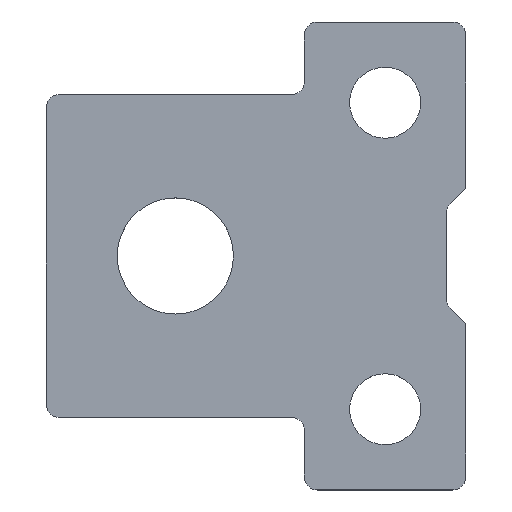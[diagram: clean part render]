
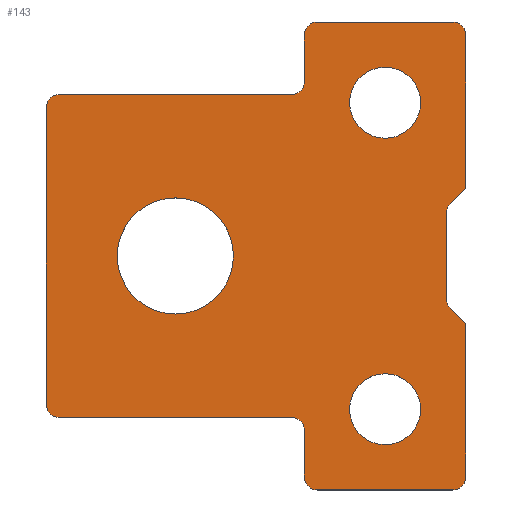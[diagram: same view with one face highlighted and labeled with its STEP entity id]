
A CAD part, top view. The second image highlights one B-rep face of the part: STEP entity #143.
In plain terms, the highlighted planar face has unit normal (0, 0, 1).
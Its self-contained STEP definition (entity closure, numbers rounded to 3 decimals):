
#143=ADVANCED_FACE('',(#184,#185,#186,#187),#170,.T.);
#170=PLANE('',#633);
#184=FACE_BOUND('',#198,.T.);
#185=FACE_BOUND('',#199,.T.);
#186=FACE_BOUND('',#200,.T.);
#187=FACE_BOUND('',#201,.T.);
#198=EDGE_LOOP('',(#260,#261,#262,#263,#264,#265,#266,#267,#268,#269,#270,
#271,#272,#273,#274,#275,#276,#277,#278,#279,#280,#281));
#199=EDGE_LOOP('',(#282));
#200=EDGE_LOOP('',(#283));
#201=EDGE_LOOP('',(#284));
#234=CIRCLE('',#620,2.);
#235=CIRCLE('',#621,2.);
#236=CIRCLE('',#622,2.);
#237=CIRCLE('',#623,2.);
#238=CIRCLE('',#624,2.);
#239=CIRCLE('',#625,2.);
#240=CIRCLE('',#626,2.);
#241=CIRCLE('',#627,2.);
#242=CIRCLE('',#628,2.);
#243=CIRCLE('',#629,2.);
#244=CIRCLE('',#630,9.);
#245=CIRCLE('',#631,5.5);
#246=CIRCLE('',#632,5.5);
#260=ORIENTED_EDGE('',*,*,#454,.T.);
#261=ORIENTED_EDGE('',*,*,#455,.T.);
#262=ORIENTED_EDGE('',*,*,#456,.T.);
#263=ORIENTED_EDGE('',*,*,#457,.T.);
#264=ORIENTED_EDGE('',*,*,#458,.T.);
#265=ORIENTED_EDGE('',*,*,#459,.T.);
#266=ORIENTED_EDGE('',*,*,#460,.T.);
#267=ORIENTED_EDGE('',*,*,#461,.T.);
#268=ORIENTED_EDGE('',*,*,#462,.T.);
#269=ORIENTED_EDGE('',*,*,#463,.T.);
#270=ORIENTED_EDGE('',*,*,#464,.T.);
#271=ORIENTED_EDGE('',*,*,#465,.T.);
#272=ORIENTED_EDGE('',*,*,#466,.T.);
#273=ORIENTED_EDGE('',*,*,#467,.T.);
#274=ORIENTED_EDGE('',*,*,#468,.T.);
#275=ORIENTED_EDGE('',*,*,#469,.T.);
#276=ORIENTED_EDGE('',*,*,#470,.T.);
#277=ORIENTED_EDGE('',*,*,#471,.T.);
#278=ORIENTED_EDGE('',*,*,#472,.T.);
#279=ORIENTED_EDGE('',*,*,#473,.T.);
#280=ORIENTED_EDGE('',*,*,#474,.T.);
#281=ORIENTED_EDGE('',*,*,#475,.T.);
#282=ORIENTED_EDGE('',*,*,#476,.F.);
#283=ORIENTED_EDGE('',*,*,#477,.F.);
#284=ORIENTED_EDGE('',*,*,#478,.F.);
#404=VERTEX_POINT('',#833);
#405=VERTEX_POINT('',#834);
#406=VERTEX_POINT('',#836);
#407=VERTEX_POINT('',#838);
#408=VERTEX_POINT('',#840);
#409=VERTEX_POINT('',#842);
#410=VERTEX_POINT('',#844);
#411=VERTEX_POINT('',#846);
#412=VERTEX_POINT('',#848);
#413=VERTEX_POINT('',#850);
#414=VERTEX_POINT('',#852);
#415=VERTEX_POINT('',#854);
#416=VERTEX_POINT('',#856);
#417=VERTEX_POINT('',#858);
#418=VERTEX_POINT('',#860);
#419=VERTEX_POINT('',#862);
#420=VERTEX_POINT('',#864);
#421=VERTEX_POINT('',#866);
#422=VERTEX_POINT('',#868);
#423=VERTEX_POINT('',#870);
#424=VERTEX_POINT('',#872);
#425=VERTEX_POINT('',#874);
#426=VERTEX_POINT('',#877);
#427=VERTEX_POINT('',#879);
#428=VERTEX_POINT('',#881);
#454=EDGE_CURVE('',#404,#405,#526,.T.);
#455=EDGE_CURVE('',#405,#406,#234,.T.);
#456=EDGE_CURVE('',#406,#407,#527,.T.);
#457=EDGE_CURVE('',#407,#408,#528,.T.);
#458=EDGE_CURVE('',#408,#409,#235,.T.);
#459=EDGE_CURVE('',#409,#410,#529,.T.);
#460=EDGE_CURVE('',#410,#411,#236,.T.);
#461=EDGE_CURVE('',#411,#412,#530,.T.);
#462=EDGE_CURVE('',#412,#413,#531,.T.);
#463=EDGE_CURVE('',#413,#414,#237,.T.);
#464=EDGE_CURVE('',#414,#415,#532,.T.);
#465=EDGE_CURVE('',#415,#416,#238,.T.);
#466=EDGE_CURVE('',#416,#417,#533,.T.);
#467=EDGE_CURVE('',#417,#418,#239,.T.);
#468=EDGE_CURVE('',#418,#419,#534,.T.);
#469=EDGE_CURVE('',#419,#420,#240,.T.);
#470=EDGE_CURVE('',#420,#421,#535,.T.);
#471=EDGE_CURVE('',#421,#422,#241,.T.);
#472=EDGE_CURVE('',#422,#423,#536,.T.);
#473=EDGE_CURVE('',#423,#424,#242,.T.);
#474=EDGE_CURVE('',#424,#425,#537,.T.);
#475=EDGE_CURVE('',#425,#404,#243,.T.);
#476=EDGE_CURVE('',#426,#426,#244,.T.);
#477=EDGE_CURVE('',#427,#427,#245,.T.);
#478=EDGE_CURVE('',#428,#428,#246,.T.);
#526=LINE('',#832,#572);
#527=LINE('',#837,#573);
#528=LINE('',#839,#574);
#529=LINE('',#843,#575);
#530=LINE('',#847,#576);
#531=LINE('',#849,#577);
#532=LINE('',#853,#578);
#533=LINE('',#857,#579);
#534=LINE('',#861,#580);
#535=LINE('',#865,#581);
#536=LINE('',#869,#582);
#537=LINE('',#873,#583);
#572=VECTOR('',#677,1.);
#573=VECTOR('',#680,1.);
#574=VECTOR('',#681,1.);
#575=VECTOR('',#684,1.);
#576=VECTOR('',#687,1.);
#577=VECTOR('',#688,1.);
#578=VECTOR('',#691,1.);
#579=VECTOR('',#694,1.);
#580=VECTOR('',#697,1.);
#581=VECTOR('',#700,1.);
#582=VECTOR('',#703,1.);
#583=VECTOR('',#706,1.);
#620=AXIS2_PLACEMENT_3D('',#835,#678,#679);
#621=AXIS2_PLACEMENT_3D('',#841,#682,#683);
#622=AXIS2_PLACEMENT_3D('',#845,#685,#686);
#623=AXIS2_PLACEMENT_3D('',#851,#689,#690);
#624=AXIS2_PLACEMENT_3D('',#855,#692,#693);
#625=AXIS2_PLACEMENT_3D('',#859,#695,#696);
#626=AXIS2_PLACEMENT_3D('',#863,#698,#699);
#627=AXIS2_PLACEMENT_3D('',#867,#701,#702);
#628=AXIS2_PLACEMENT_3D('',#871,#704,#705);
#629=AXIS2_PLACEMENT_3D('',#875,#707,#708);
#630=AXIS2_PLACEMENT_3D('',#876,#709,#710);
#631=AXIS2_PLACEMENT_3D('',#878,#711,#712);
#632=AXIS2_PLACEMENT_3D('',#880,#713,#714);
#633=AXIS2_PLACEMENT_3D('',#882,#715,#716);
#677=DIRECTION('',(1.,0.,0.));
#678=DIRECTION('',(0.,0.,1.));
#679=DIRECTION('',(1.,0.,0.));
#680=DIRECTION('',(0.,1.,0.));
#681=DIRECTION('',(-0.707,0.707,0.));
#682=DIRECTION('',(0.,0.,-1.));
#683=DIRECTION('',(1.,0.,0.));
#684=DIRECTION('',(0.,1.,0.));
#685=DIRECTION('',(0.,0.,-1.));
#686=DIRECTION('',(1.,0.,0.));
#687=DIRECTION('',(0.707,0.707,0.));
#688=DIRECTION('',(0.,1.,0.));
#689=DIRECTION('',(0.,0.,1.));
#690=DIRECTION('',(1.,0.,0.));
#691=DIRECTION('',(-1.,0.,0.));
#692=DIRECTION('',(0.,0.,1.));
#693=DIRECTION('',(1.,0.,0.));
#694=DIRECTION('',(0.,-1.,0.));
#695=DIRECTION('',(0.,0.,-1.));
#696=DIRECTION('',(1.,0.,0.));
#697=DIRECTION('',(-1.,0.,0.));
#698=DIRECTION('',(0.,0.,1.));
#699=DIRECTION('',(1.,0.,0.));
#700=DIRECTION('',(0.,-1.,0.));
#701=DIRECTION('',(0.,0.,1.));
#702=DIRECTION('',(1.,0.,0.));
#703=DIRECTION('',(1.,0.,0.));
#704=DIRECTION('',(0.,0.,-1.));
#705=DIRECTION('',(1.,0.,0.));
#706=DIRECTION('',(0.,-1.,0.));
#707=DIRECTION('',(0.,0.,1.));
#708=DIRECTION('',(1.,0.,0.));
#709=DIRECTION('',(0.,0.,1.));
#710=DIRECTION('',(0.,1.,0.));
#711=DIRECTION('',(0.,0.,1.));
#712=DIRECTION('',(0.,1.,0.));
#713=DIRECTION('',(0.,0.,1.));
#714=DIRECTION('',(0.,1.,0.));
#715=DIRECTION('',(0.,0.,1.));
#716=DIRECTION('',(1.,0.,0.));
#832=CARTESIAN_POINT('',(7.5,-36.25,4.));
#833=CARTESIAN_POINT('',(9.5,-36.25,4.));
#834=CARTESIAN_POINT('',(30.5,-36.25,4.));
#835=CARTESIAN_POINT('',(30.5,-34.25,4.));
#836=CARTESIAN_POINT('',(32.5,-34.25,4.));
#837=CARTESIAN_POINT('',(32.5,-36.25,4.));
#838=CARTESIAN_POINT('',(32.5,-10.5,4.));
#839=CARTESIAN_POINT('',(32.5,-10.5,4.));
#840=CARTESIAN_POINT('',(30.086,-8.086,4.));
#841=CARTESIAN_POINT('',(31.5,-6.672,4.));
#842=CARTESIAN_POINT('',(29.5,-6.672,4.));
#843=CARTESIAN_POINT('',(29.5,-7.5,4.));
#844=CARTESIAN_POINT('',(29.5,6.672,4.));
#845=CARTESIAN_POINT('',(31.5,6.672,4.));
#846=CARTESIAN_POINT('',(30.086,8.086,4.));
#847=CARTESIAN_POINT('',(29.5,7.5,4.));
#848=CARTESIAN_POINT('',(32.5,10.5,4.));
#849=CARTESIAN_POINT('',(32.5,10.5,4.));
#850=CARTESIAN_POINT('',(32.5,34.25,4.));
#851=CARTESIAN_POINT('',(30.5,34.25,4.));
#852=CARTESIAN_POINT('',(30.5,36.25,4.));
#853=CARTESIAN_POINT('',(32.5,36.25,4.));
#854=CARTESIAN_POINT('',(9.5,36.25,4.));
#855=CARTESIAN_POINT('',(9.5,34.25,4.));
#856=CARTESIAN_POINT('',(7.5,34.25,4.));
#857=CARTESIAN_POINT('',(7.5,36.25,4.));
#858=CARTESIAN_POINT('',(7.5,27.,4.));
#859=CARTESIAN_POINT('',(5.5,27.,4.));
#860=CARTESIAN_POINT('',(5.5,25.,4.));
#861=CARTESIAN_POINT('',(7.5,25.,4.));
#862=CARTESIAN_POINT('',(-30.5,25.,4.));
#863=CARTESIAN_POINT('',(-30.5,23.,4.));
#864=CARTESIAN_POINT('',(-32.5,23.,4.));
#865=CARTESIAN_POINT('',(-32.5,25.,4.));
#866=CARTESIAN_POINT('',(-32.5,-23.,4.));
#867=CARTESIAN_POINT('',(-30.5,-23.,4.));
#868=CARTESIAN_POINT('',(-30.5,-25.,4.));
#869=CARTESIAN_POINT('',(-32.5,-25.,4.));
#870=CARTESIAN_POINT('',(5.5,-25.,4.));
#871=CARTESIAN_POINT('',(5.5,-27.,4.));
#872=CARTESIAN_POINT('',(7.5,-27.,4.));
#873=CARTESIAN_POINT('',(7.5,-25.,4.));
#874=CARTESIAN_POINT('',(7.5,-34.25,4.));
#875=CARTESIAN_POINT('',(9.5,-34.25,4.));
#876=CARTESIAN_POINT('',(-12.5,0.,4.));
#877=CARTESIAN_POINT('',(-12.5,9.,4.));
#878=CARTESIAN_POINT('',(20.,-23.75,4.));
#879=CARTESIAN_POINT('',(20.,-18.25,4.));
#880=CARTESIAN_POINT('',(20.,23.75,4.));
#881=CARTESIAN_POINT('',(20.,29.25,4.));
#882=CARTESIAN_POINT('',(-12.5,0.,4.));
